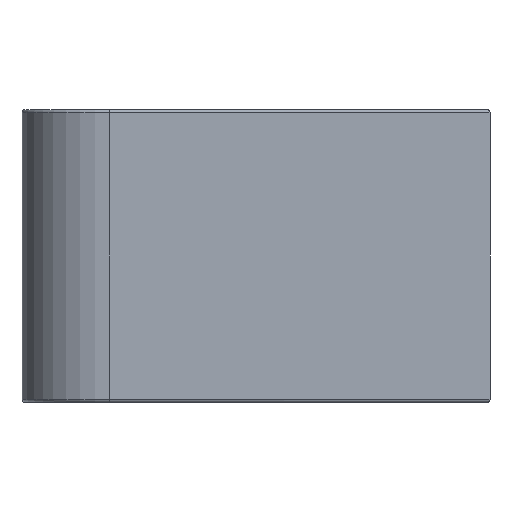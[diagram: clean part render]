
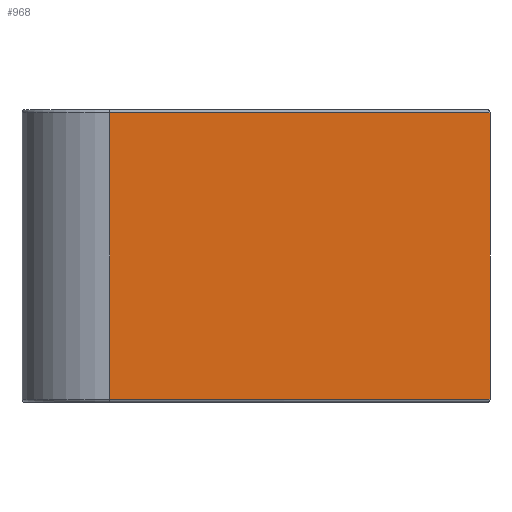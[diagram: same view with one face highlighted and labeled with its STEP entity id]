
A CAD part, left-side view. The second image highlights one B-rep face of the part: STEP entity #968.
In plain terms, the highlighted planar face has unit normal (-1, 0, 0).
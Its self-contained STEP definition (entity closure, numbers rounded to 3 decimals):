
#208=DIRECTION('',(0.,-1.,0.));
#209=VECTOR('',#208,13.);
#210=CARTESIAN_POINT('',(0.,13.,9.9));
#211=LINE('',#210,#209);
#212=DIRECTION('',(0.,1.,0.));
#213=VECTOR('',#212,13.);
#214=CARTESIAN_POINT('',(0.,0.,0.1));
#215=LINE('',#214,#213);
#216=DIRECTION('',(0.,0.,-1.));
#217=VECTOR('',#216,9.8);
#218=CARTESIAN_POINT('',(0.,13.,9.9));
#219=LINE('',#218,#217);
#232=DIRECTION('',(0.,0.,1.));
#233=VECTOR('',#232,9.8);
#234=CARTESIAN_POINT('',(0.,0.,0.1));
#235=LINE('',#234,#233);
#666=CARTESIAN_POINT('',(0.,13.,9.9));
#667=CARTESIAN_POINT('',(0.,0.,9.9));
#668=VERTEX_POINT('',#666);
#669=VERTEX_POINT('',#667);
#695=CARTESIAN_POINT('',(0.,0.,0.1));
#697=VERTEX_POINT('',#695);
#704=CARTESIAN_POINT('',(0.,13.,0.1));
#705=VERTEX_POINT('',#704);
#954=CARTESIAN_POINT('',(0.,16.,0.));
#955=DIRECTION('',(-1.,0.,0.));
#956=DIRECTION('',(0.,-1.,0.));
#957=AXIS2_PLACEMENT_3D('',#954,#955,#956);
#958=PLANE('',#957);
#959=ORIENTED_EDGE('',*,*,#937,.T.);
#961=ORIENTED_EDGE('',*,*,#960,.F.);
#963=ORIENTED_EDGE('',*,*,#962,.T.);
#965=ORIENTED_EDGE('',*,*,#964,.F.);
#966=EDGE_LOOP('',(#959,#961,#963,#965));
#967=FACE_OUTER_BOUND('',#966,.F.);
#968=ADVANCED_FACE('',(#967),#958,.T.);
#937=EDGE_CURVE('',#668,#669,#211,.T.);
#960=EDGE_CURVE('',#697,#669,#235,.T.);
#962=EDGE_CURVE('',#697,#705,#215,.T.);
#964=EDGE_CURVE('',#668,#705,#219,.T.);
